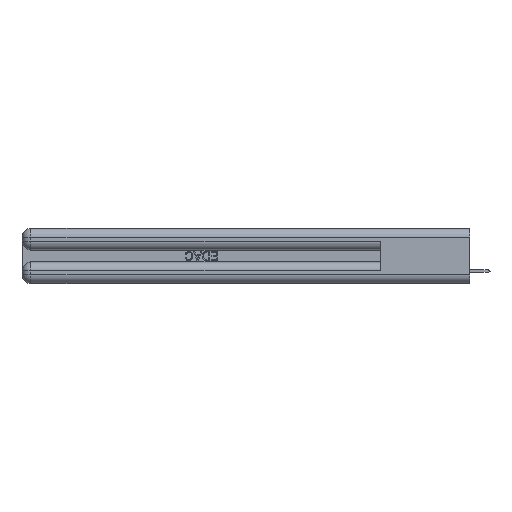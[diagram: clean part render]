
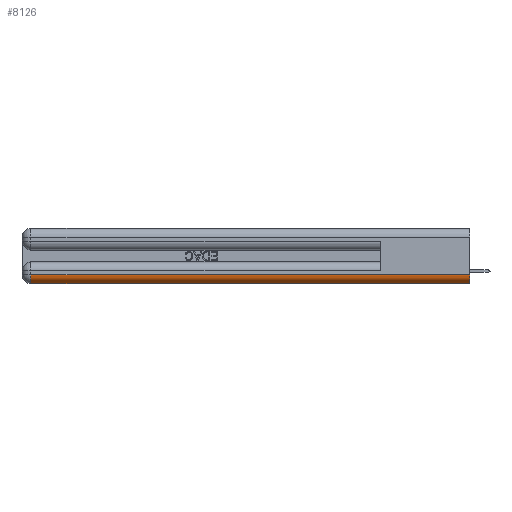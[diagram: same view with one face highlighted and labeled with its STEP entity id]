
A CAD part, left-side view. The second image highlights one B-rep face of the part: STEP entity #8126.
In plain terms, the highlighted cylindrical face has radius 1.524 mm (diameter 3.048 mm), a partial arc.
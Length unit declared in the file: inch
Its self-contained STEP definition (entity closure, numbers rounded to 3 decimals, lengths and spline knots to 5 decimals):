
#1324 = LINE ( 'NONE', #36597, #34732 ) ;
#2017 = LINE ( 'NONE', #24969, #36138 ) ;
#6064 = AXIS2_PLACEMENT_3D ( 'NONE', #26882, #16047, #12246 ) ;
#6541 = CARTESIAN_POINT ( 'NONE',  ( 0.06, 2.94, 0. ) ) ;
#6864 = CIRCLE ( 'NONE', #6064, 0.06 ) ;
#7423 = FACE_OUTER_BOUND ( 'NONE', #47154, .T. ) ;
#8126 = ADVANCED_FACE ( 'NONE', ( #7423 ), #19040, .T. ) ;
#11468 = DIRECTION ( 'NONE',  ( 0., 1., 0. ) ) ;
#12246 = DIRECTION ( 'NONE',  ( 0., 0., 1. ) ) ;
#13073 = EDGE_CURVE ( 'NONE', #21402, #31183, #6864, .T. ) ;
#15241 = VERTEX_POINT ( 'NONE', #27815 ) ;
#15245 = CARTESIAN_POINT ( 'NONE',  ( 0.06, 0., 0.06 ) ) ;
#16047 = DIRECTION ( 'NONE',  ( 0., 1., 0. ) ) ;
#16720 = DIRECTION ( 'NONE',  ( 0., -1., 0. ) ) ;
#17646 = DIRECTION ( 'NONE',  ( 0., 0., 1. ) ) ;
#19040 = CYLINDRICAL_SURFACE ( 'NONE', #31618, 0.06 ) ;
#21402 = VERTEX_POINT ( 'NONE', #6541 ) ;
#21632 = ORIENTED_EDGE ( 'NONE', *, *, #46776, .F. ) ;
#21922 = CARTESIAN_POINT ( 'NONE',  ( 0.06, 0., 0.06 ) ) ;
#24682 = EDGE_CURVE ( 'NONE', #31183, #35824, #1324, .T. ) ;
#24862 = ORIENTED_EDGE ( 'NONE', *, *, #13073, .F. ) ;
#24969 = CARTESIAN_POINT ( 'NONE',  ( 0.06, 3., 0. ) ) ;
#26832 = DIRECTION ( 'NONE',  ( 0., 0., 1. ) ) ;
#26882 = CARTESIAN_POINT ( 'NONE',  ( 0.06, 2.94, 0.06 ) ) ;
#27815 = CARTESIAN_POINT ( 'NONE',  ( 0.06, 0., 0. ) ) ;
#28637 = EDGE_CURVE ( 'NONE', #35824, #15241, #44597, .T. ) ;
#29349 = ORIENTED_EDGE ( 'NONE', *, *, #24682, .F. ) ;
#31183 = VERTEX_POINT ( 'NONE', #45440 ) ;
#31618 = AXIS2_PLACEMENT_3D ( 'NONE', #15245, #11468, #26832 ) ;
#33318 = AXIS2_PLACEMENT_3D ( 'NONE', #21922, #43717, #17646 ) ;
#34732 = VECTOR ( 'NONE', #16720, 39.37008 ) ;
#35824 = VERTEX_POINT ( 'NONE', #47656 ) ;
#36138 = VECTOR ( 'NONE', #44399, 39.37008 ) ;
#36597 = CARTESIAN_POINT ( 'NONE',  ( 0., 0., 0.06 ) ) ;
#43717 = DIRECTION ( 'NONE',  ( 0., -1., 0. ) ) ;
#43979 = ORIENTED_EDGE ( 'NONE', *, *, #28637, .F. ) ;
#44399 = DIRECTION ( 'NONE',  ( 0., 1., 0. ) ) ;
#44597 = CIRCLE ( 'NONE', #33318, 0.06 ) ;
#45440 = CARTESIAN_POINT ( 'NONE',  ( 0., 2.94, 0.06 ) ) ;
#46776 = EDGE_CURVE ( 'NONE', #15241, #21402, #2017, .T. ) ;
#47154 = EDGE_LOOP ( 'NONE', ( #43979, #29349, #24862, #21632 ) ) ;
#47656 = CARTESIAN_POINT ( 'NONE',  ( 0., 0., 0.06 ) ) ;
